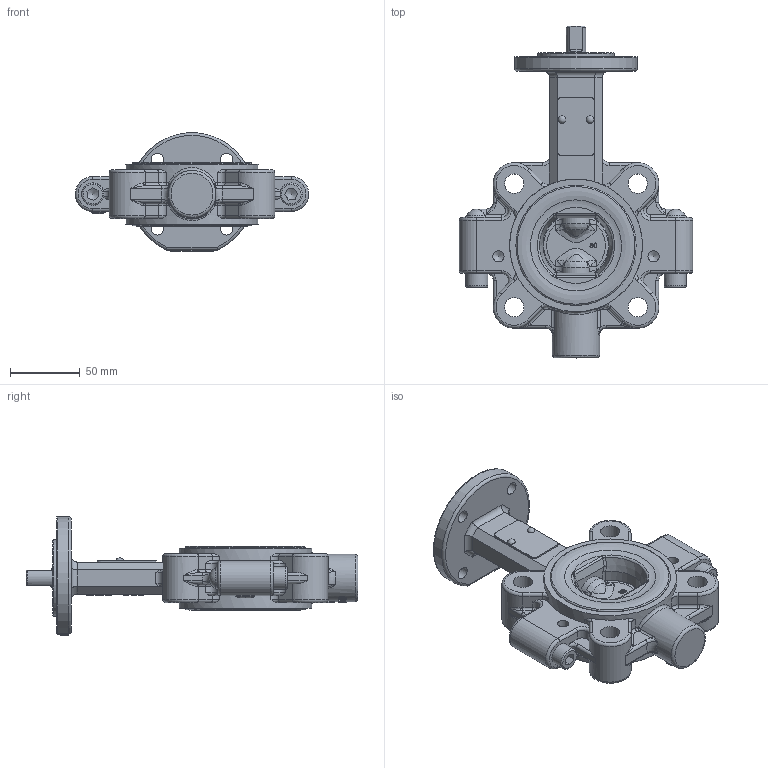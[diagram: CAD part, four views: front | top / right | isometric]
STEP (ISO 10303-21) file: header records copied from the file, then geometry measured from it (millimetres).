
FILE_DESCRIPTION(/* description */ (''),/* implementation_level */ '2;1');
FILE_NAME(/* name */ 'Z614-C_DN50.stp',/* time_stamp */ '2019-01-30T07:58:02+01:00',/* author */ ('hellwig'),/* organization */ (''),/* preprocessor_version */ 'ST-DEVELOPER v16.5',/* originating_system */ 'Autodesk Inventor 2017',/* authorisation */ '');
FILE_SCHEMA (('CONFIG_CONTROL_DESIGN'));
Products named in the file (1): M1204
Bounding box: 167 x 237.5 x 84.63 mm (x, y, z)
Volume: 585918.1 mm3; surface area: 125509.7 mm2
Topology: 1 solids, 17 shells, 1132 faces, 2923 edges, 1852 vertices
Faces by surface type: plane 417, bspline 324, cylinder 234, torus 95, cone 50, sphere 12
Full cylindrical faces by diameter (mm): 3 x4, 3.2 x2, 5.5 x1, 8 x3, 8.376 x2, 9 x4, 10 x2, 10.5 x2, 13.835 x4, 14 x4, 14.23 x3, 15 x1, 16 x2, 20.95 x3, 21 x5, 34 x1, 54.9 x1, 63.3 x2, 80 x2, 85.8 x2, 86 x2, 95 x2
Entity records: 52739 total; most frequent: CARTESIAN_POINT 26688, ORIENTED_EDGE 5480, DIRECTION 4371, EDGE_CURVE 2740, VERTEX_POINT 1802, AXIS2_PLACEMENT_3D 1570, EDGE_LOOP 1336, LINE 1231
